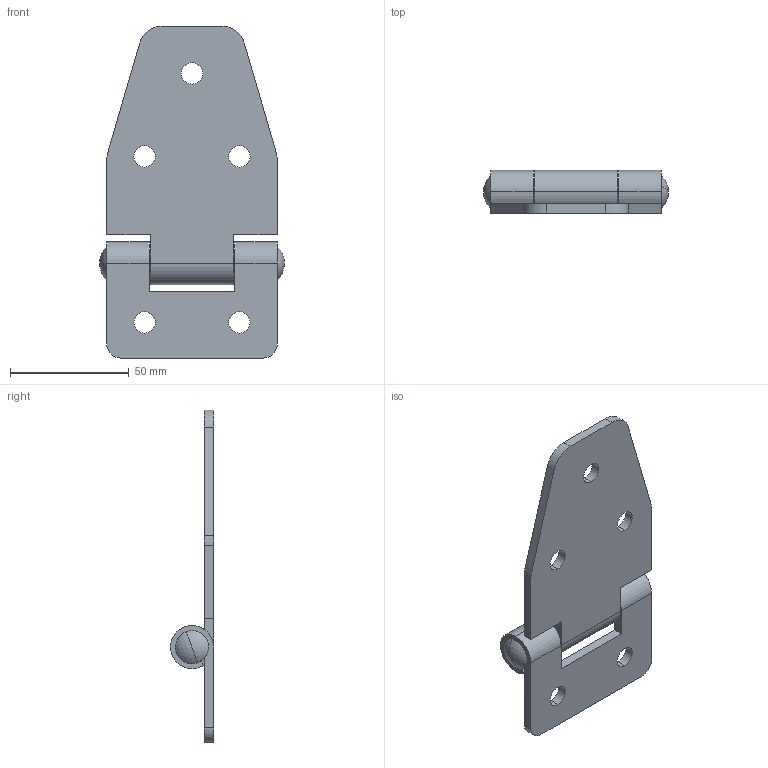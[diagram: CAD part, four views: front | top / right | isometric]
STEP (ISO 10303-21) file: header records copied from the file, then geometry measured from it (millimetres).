
FILE_DESCRIPTION (( 'STEP AP203' ), '1' );
FILE_NAME ('B-1803-1_公.STEP', '2007-01-30T04:31:41', ( ' ' ), ( ' ' ), 'SwSTEP 2.0', 'SolidWorks 2006004', '' );
FILE_SCHEMA (( 'CONFIG_CONTROL_DESIGN' ));
Length unit declared in the file: millimetre
Products named in the file (4): B-1803-1塇崻D_岞_棉太倌; B-1803塇崻A_岞_棉太倌; B-1803僺儞_岞_棉太倌; B-1803-1_公
Assembly tree (3 placements, depth 2):
  B-1803-1_公
    B-1803塇崻A_岞_棉太倌
    B-1803僺儞_岞_棉太倌
    B-1803-1塇崻D_岞_棉太倌
Bounding box: 78 x 18.2 x 140 mm (x, y, z)
Volume: 48668.3 mm3; surface area: 27724.6 mm2
Topology: 3 solids, 3 shells, 64 faces, 170 edges, 114 vertices
Faces by surface type: cylinder 36, plane 24, sphere 4
Entity records: 2464 total; most frequent: DIRECTION 390, CARTESIAN_POINT 354, ORIENTED_EDGE 340, EDGE_CURVE 170, AXIS2_PLACEMENT_3D 150, VERTEX_POINT 114, VECTOR 90, LINE 90
